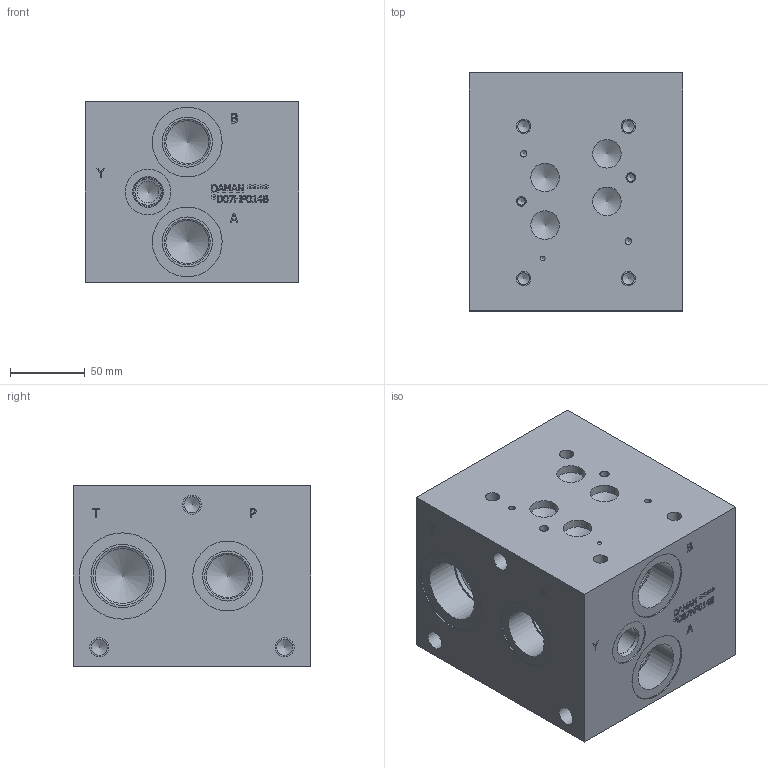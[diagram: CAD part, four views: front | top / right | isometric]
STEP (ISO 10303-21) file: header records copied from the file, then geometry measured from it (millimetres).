
FILE_DESCRIPTION(/* description */ (''),/* implementation_level */ '2;1');
FILE_NAME(/* name */ '_D07HP014B.stp',/* time_stamp */ '2021-06-29T13:32:04-04:00',/* author */ ('anthonyv'),/* organization */ (''),/* preprocessor_version */ 'ST-DEVELOPER v18.1',/* originating_system */ 'Autodesk Inventor 2021',/* authorisation */ '');
FILE_SCHEMA (('AUTOMOTIVE_DESIGN { 1 0 10303 214 3 1 1 }'));
Length unit declared in the file: millimetre
Products named in the file (1): Part_AD07HP014B_3D
Bounding box: 142.85 x 158.75 x 120.65 mm (x, y, z)
Volume: 2465748.3 mm3; surface area: 155718.8 mm2
Topology: 1 solids, 1 shells, 531 faces, 1447 edges, 985 vertices
Faces by surface type: plane 343, bspline 93, cylinder 60, cone 35
Full cylindrical faces by diameter (mm): 3.175 x1, 4.343 x2, 5.105 x2, 6.35 x2, 7.925 x4, 9.525 x4, 10.719 x6, 12.7 x6, 14.275 x1, 17.501 x1, 19.05 x5, 19.253 x1, 28.575 x4, 30.632 x5, 33.401 x4, 36.525 x2, 39.294 x2, 42.062 x2, 46.558 x4, 57.658 x2
Entity records: 17575 total; most frequent: CARTESIAN_POINT 4147, ORIENTED_EDGE 2842, DIRECTION 2338, EDGE_CURVE 1421, LINE 1010, VECTOR 1010, VERTEX_POINT 985, AXIS2_PLACEMENT_3D 664
